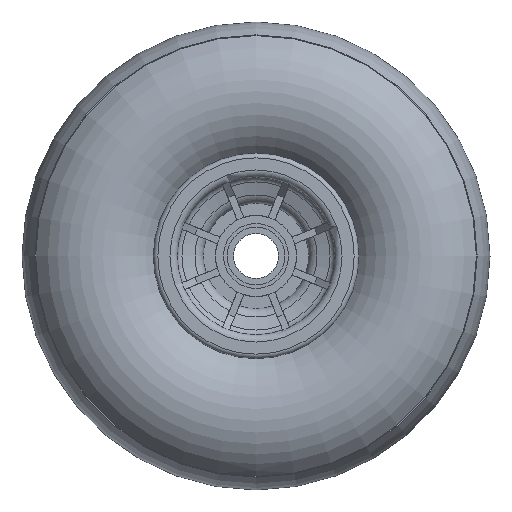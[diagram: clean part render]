
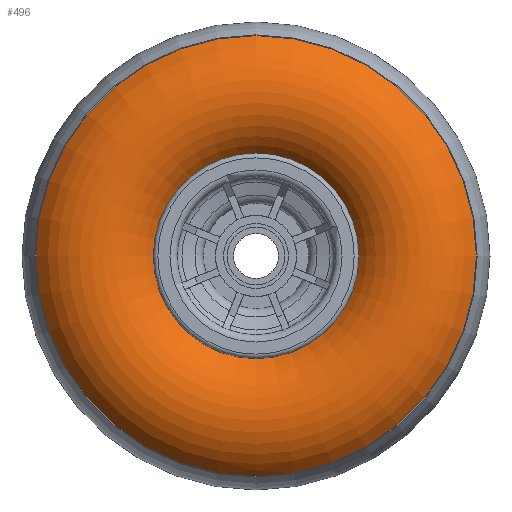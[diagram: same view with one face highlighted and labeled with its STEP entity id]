
A CAD part, left-side view. The second image highlights one B-rep face of the part: STEP entity #496.
In plain terms, the highlighted toroidal (fillet/blend) face has major radius 89.339 mm and minor radius 40.7 mm.
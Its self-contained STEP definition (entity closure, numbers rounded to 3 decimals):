
#496 = ADVANCED_FACE( '', ( #1071, #1072 ), #1073, .T. );
#1071 = FACE_OUTER_BOUND( '', #1706, .T. );
#1072 = FACE_OUTER_BOUND( '', #1707, .T. );
#1073 = TOROIDAL_SURFACE( '', #1708, 89.339, 40.7 );
#1706 = EDGE_LOOP( '', ( #3174 ) );
#1707 = EDGE_LOOP( '', ( #3175 ) );
#1708 = AXIS2_PLACEMENT_3D( '', #3176, #3177, #3178 );
#3174 = ORIENTED_EDGE( '', *, *, #4358, .T. );
#3175 = ORIENTED_EDGE( '', *, *, #4268, .F. );
#3176 = CARTESIAN_POINT( '', ( 35.212, 0., 0. ) );
#3177 = DIRECTION( '', ( 1., 0., 0. ) );
#3178 = DIRECTION( '', ( 0., 0., -1. ) );
#4268 = EDGE_CURVE( '', #5313, #5313, #5314, .T. );
#4358 = EDGE_CURVE( '', #5430, #5430, #5431, .T. );
#5313 = VERTEX_POINT( '', #7553 );
#5314 = CIRCLE( '', #7554, 122.419 );
#5430 = VERTEX_POINT( '', #7880 );
#5431 = CIRCLE( '', #7881, 57. );
#7553 = CARTESIAN_POINT( '', ( 11.5, 0., -122.419 ) );
#7554 = AXIS2_PLACEMENT_3D( '', #8720, #8721, #8722 );
#7880 = CARTESIAN_POINT( '', ( 10.5, 0., -57. ) );
#7881 = AXIS2_PLACEMENT_3D( '', #8794, #8795, #8796 );
#8720 = CARTESIAN_POINT( '', ( 11.5, 0., 0. ) );
#8721 = DIRECTION( '', ( 1., 0., 0. ) );
#8722 = DIRECTION( '', ( 0., 0., -1. ) );
#8794 = CARTESIAN_POINT( '', ( 10.5, 0., 0. ) );
#8795 = DIRECTION( '', ( 1., 0., 0. ) );
#8796 = DIRECTION( '', ( 0., 0., -1. ) );
